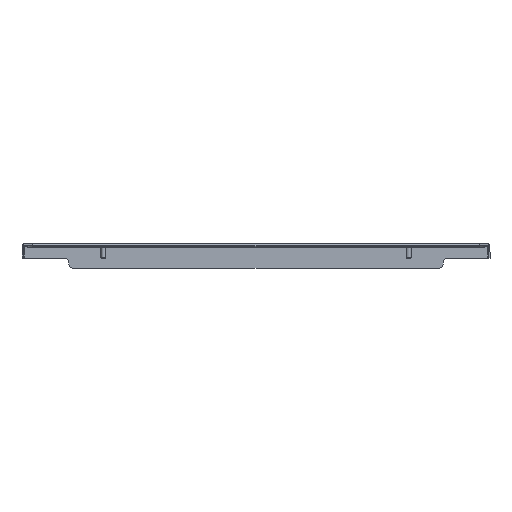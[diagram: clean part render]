
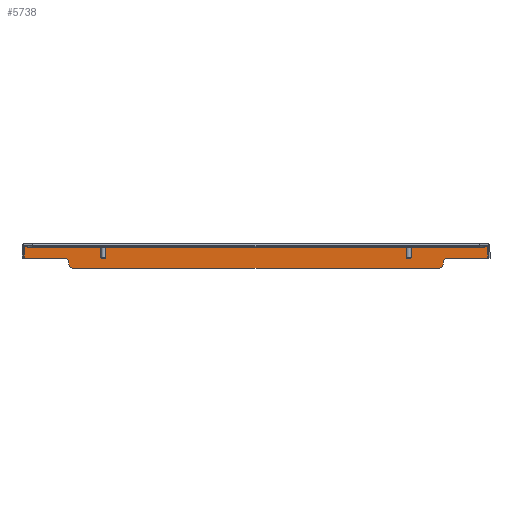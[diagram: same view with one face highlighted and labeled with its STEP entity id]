
A CAD part, front view. The second image highlights one B-rep face of the part: STEP entity #5738.
In plain terms, the highlighted planar face has unit normal (0, -1, 0).
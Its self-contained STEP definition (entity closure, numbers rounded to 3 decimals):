
#102 = ORIENTED_EDGE ( 'NONE', *, *, #3637, .T. ) ;
#166 = CIRCLE ( 'NONE', #302, 5. ) ;
#261 = AXIS2_PLACEMENT_3D ( 'NONE', #5987, #2111, #3976 ) ;
#302 = AXIS2_PLACEMENT_3D ( 'NONE', #7799, #1487, #5996 ) ;
#421 = VECTOR ( 'NONE', #2234, 1000. ) ;
#563 = LINE ( 'NONE', #6896, #4332 ) ;
#569 = CARTESIAN_POINT ( 'NONE',  ( -231.086, 1098.5, -22.8 ) ) ;
#631 = CARTESIAN_POINT ( 'NONE',  ( -231.086, 1098.5, -25. ) ) ;
#644 = CIRCLE ( 'NONE', #261, 5. ) ;
#758 = CARTESIAN_POINT ( 'NONE',  ( -226.086, 1098.5, -30. ) ) ;
#954 = CARTESIAN_POINT ( 'NONE',  ( 226.086, 1098.5, -30. ) ) ;
#977 = VECTOR ( 'NONE', #1632, 1000. ) ;
#1066 = PLANE ( 'NONE',  #4735 ) ;
#1219 = DIRECTION ( 'NONE',  ( 1., 0., 0. ) ) ;
#1301 = VERTEX_POINT ( 'NONE', #631 ) ;
#1416 = CARTESIAN_POINT ( 'NONE',  ( -286.086, 1098.5, -3. ) ) ;
#1487 = DIRECTION ( 'NONE',  ( 0., -1., 0. ) ) ;
#1632 = DIRECTION ( 'NONE',  ( 0., 0., 1. ) ) ;
#1633 = CARTESIAN_POINT ( 'NONE',  ( 231.086, 1098.5, -30. ) ) ;
#1682 = DIRECTION ( 'NONE',  ( 0., 1., 0. ) ) ;
#1713 = EDGE_CURVE ( 'NONE', #3841, #3341, #4709, .T. ) ;
#1781 = EDGE_CURVE ( 'NONE', #1301, #2208, #166, .T. ) ;
#1802 = VERTEX_POINT ( 'NONE', #7873 ) ;
#1846 = EDGE_CURVE ( 'NONE', #2208, #5297, #7296, .T. ) ;
#1884 = ORIENTED_EDGE ( 'NONE', *, *, #6127, .T. ) ;
#1908 = LINE ( 'NONE', #4465, #5053 ) ;
#1986 = EDGE_CURVE ( 'NONE', #6098, #3542, #2953, .T. ) ;
#2111 = DIRECTION ( 'NONE',  ( 0., -1., 0. ) ) ;
#2201 = VECTOR ( 'NONE', #5542, 1000. ) ;
#2208 = VERTEX_POINT ( 'NONE', #758 ) ;
#2234 = DIRECTION ( 'NONE',  ( 0., 0., -1. ) ) ;
#2282 = CARTESIAN_POINT ( 'NONE',  ( -286.086, 1098.5, -17.8 ) ) ;
#2344 = DIRECTION ( 'NONE',  ( 1., 0., 0. ) ) ;
#2403 = DIRECTION ( 'NONE',  ( 0., 0., 1. ) ) ;
#2422 = DIRECTION ( 'NONE',  ( 0., 0., -1. ) ) ;
#2435 = VERTEX_POINT ( 'NONE', #569 ) ;
#2877 = DIRECTION ( 'NONE',  ( 0., 1., 0. ) ) ;
#2888 = ORIENTED_EDGE ( 'NONE', *, *, #1846, .T. ) ;
#2953 = LINE ( 'NONE', #7913, #3791 ) ;
#2970 = ORIENTED_EDGE ( 'NONE', *, *, #1713, .F. ) ;
#2981 = LINE ( 'NONE', #7439, #2201 ) ;
#3009 = EDGE_CURVE ( 'NONE', #3542, #6436, #1908, .T. ) ;
#3095 = VERTEX_POINT ( 'NONE', #4992 ) ;
#3158 = ORIENTED_EDGE ( 'NONE', *, *, #4766, .T. ) ;
#3183 = CIRCLE ( 'NONE', #6285, 5. ) ;
#3243 = DIRECTION ( 'NONE',  ( 0., 0., -1. ) ) ;
#3251 = EDGE_CURVE ( 'NONE', #5297, #3341, #644, .T. ) ;
#3341 = VERTEX_POINT ( 'NONE', #4814 ) ;
#3453 = ORIENTED_EDGE ( 'NONE', *, *, #1781, .T. ) ;
#3542 = VERTEX_POINT ( 'NONE', #7781 ) ;
#3599 = ORIENTED_EDGE ( 'NONE', *, *, #3251, .T. ) ;
#3637 = EDGE_CURVE ( 'NONE', #3095, #2435, #7657, .T. ) ;
#3726 = CARTESIAN_POINT ( 'NONE',  ( 0., 1098.5, -30. ) ) ;
#3791 = VECTOR ( 'NONE', #2344, 1000. ) ;
#3841 = VERTEX_POINT ( 'NONE', #6219 ) ;
#3976 = DIRECTION ( 'NONE',  ( 0., 0., 1. ) ) ;
#4004 = EDGE_LOOP ( 'NONE', ( #7811, #3453, #2888, #3599, #2970, #1884, #6801, #4237, #4886, #3158, #7868, #102 ) ) ;
#4094 = EDGE_CURVE ( 'NONE', #3095, #6032, #7963, .T. ) ;
#4127 = CARTESIAN_POINT ( 'NONE',  ( -231.086, 1098.5, -30. ) ) ;
#4139 = DIRECTION ( 'NONE',  ( -1., 0., 0. ) ) ;
#4146 = CARTESIAN_POINT ( 'NONE',  ( -236.086, 1098.5, -22.8 ) ) ;
#4237 = ORIENTED_EDGE ( 'NONE', *, *, #3009, .F. ) ;
#4332 = VECTOR ( 'NONE', #2422, 1000. ) ;
#4399 = EDGE_CURVE ( 'NONE', #6436, #1802, #2981, .T. ) ;
#4465 = CARTESIAN_POINT ( 'NONE',  ( 286.086, 1098.5, -1.5 ) ) ;
#4673 = CARTESIAN_POINT ( 'NONE',  ( 0., 1098.5, 0. ) ) ;
#4709 = LINE ( 'NONE', #1633, #421 ) ;
#4735 = AXIS2_PLACEMENT_3D ( 'NONE', #4673, #2877, #4827 ) ;
#4746 = LINE ( 'NONE', #4127, #977 ) ;
#4766 = EDGE_CURVE ( 'NONE', #6098, #6032, #563, .T. ) ;
#4814 = CARTESIAN_POINT ( 'NONE',  ( 231.086, 1098.5, -25. ) ) ;
#4827 = DIRECTION ( 'NONE',  ( 0., 0., 1. ) ) ;
#4886 = ORIENTED_EDGE ( 'NONE', *, *, #1986, .F. ) ;
#4992 = CARTESIAN_POINT ( 'NONE',  ( -236.086, 1098.5, -17.8 ) ) ;
#5053 = VECTOR ( 'NONE', #3243, 1000. ) ;
#5229 = DIRECTION ( 'NONE',  ( 0., 1., 0. ) ) ;
#5297 = VERTEX_POINT ( 'NONE', #954 ) ;
#5542 = DIRECTION ( 'NONE',  ( -1., 0., 0. ) ) ;
#5703 = AXIS2_PLACEMENT_3D ( 'NONE', #4146, #1682, #2403 ) ;
#5738 = ADVANCED_FACE ( 'NONE', ( #7764 ), #1066, .F. ) ;
#5831 = CARTESIAN_POINT ( 'NONE',  ( 236.086, 1098.5, -22.8 ) ) ;
#5949 = VECTOR ( 'NONE', #4139, 1000. ) ;
#5987 = CARTESIAN_POINT ( 'NONE',  ( 226.086, 1098.5, -25. ) ) ;
#5996 = DIRECTION ( 'NONE',  ( 0., 0., 1. ) ) ;
#6032 = VERTEX_POINT ( 'NONE', #7063 ) ;
#6098 = VERTEX_POINT ( 'NONE', #1416 ) ;
#6127 = EDGE_CURVE ( 'NONE', #3841, #1802, #3183, .T. ) ;
#6219 = CARTESIAN_POINT ( 'NONE',  ( 231.086, 1098.5, -22.8 ) ) ;
#6285 = AXIS2_PLACEMENT_3D ( 'NONE', #5831, #5229, #7705 ) ;
#6377 = CARTESIAN_POINT ( 'NONE',  ( 286.086, 1098.5, -17.8 ) ) ;
#6436 = VERTEX_POINT ( 'NONE', #6377 ) ;
#6514 = VECTOR ( 'NONE', #1219, 1000. ) ;
#6581 = EDGE_CURVE ( 'NONE', #1301, #2435, #4746, .T. ) ;
#6801 = ORIENTED_EDGE ( 'NONE', *, *, #4399, .F. ) ;
#6896 = CARTESIAN_POINT ( 'NONE',  ( -286.086, 1098.5, 0. ) ) ;
#7063 = CARTESIAN_POINT ( 'NONE',  ( -286.086, 1098.5, -17.8 ) ) ;
#7296 = LINE ( 'NONE', #3726, #6514 ) ;
#7439 = CARTESIAN_POINT ( 'NONE',  ( 286.086, 1098.5, -17.8 ) ) ;
#7657 = CIRCLE ( 'NONE', #5703, 5. ) ;
#7705 = DIRECTION ( 'NONE',  ( 0., 0., 1. ) ) ;
#7764 = FACE_OUTER_BOUND ( 'NONE', #4004, .T. ) ;
#7781 = CARTESIAN_POINT ( 'NONE',  ( 286.086, 1098.5, -3. ) ) ;
#7799 = CARTESIAN_POINT ( 'NONE',  ( -226.086, 1098.5, -25. ) ) ;
#7811 = ORIENTED_EDGE ( 'NONE', *, *, #6581, .F. ) ;
#7868 = ORIENTED_EDGE ( 'NONE', *, *, #4094, .F. ) ;
#7873 = CARTESIAN_POINT ( 'NONE',  ( 236.086, 1098.5, -17.8 ) ) ;
#7913 = CARTESIAN_POINT ( 'NONE',  ( -289., 1098.5, -3. ) ) ;
#7963 = LINE ( 'NONE', #2282, #5949 ) ;
